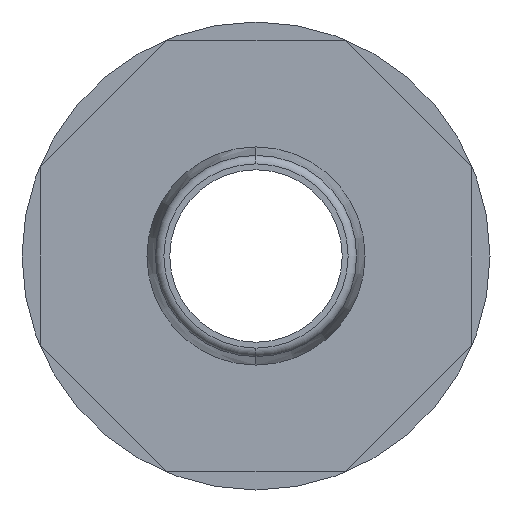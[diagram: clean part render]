
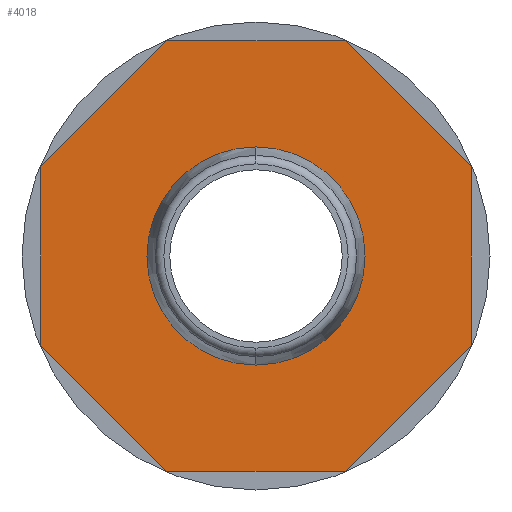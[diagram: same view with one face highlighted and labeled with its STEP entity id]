
A CAD part, left-side view. The second image highlights one B-rep face of the part: STEP entity #4018.
In plain terms, the highlighted planar face has unit normal (-1, 0, 0).
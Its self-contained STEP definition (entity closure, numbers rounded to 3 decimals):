
#565 = EDGE_CURVE ( 'NONE', #2579, #2601, #980, .T. ) ;
#636 = ORIENTED_EDGE ( 'NONE', *, *, #3847, .T. ) ;
#637 = ORIENTED_EDGE ( 'NONE', *, *, #3846, .T. ) ;
#638 = ORIENTED_EDGE ( 'NONE', *, *, #3845, .T. ) ;
#639 = ORIENTED_EDGE ( 'NONE', *, *, #3844, .T. ) ;
#640 = ORIENTED_EDGE ( 'NONE', *, *, #3843, .T. ) ;
#641 = ORIENTED_EDGE ( 'NONE', *, *, #3842, .T. ) ;
#642 = ORIENTED_EDGE ( 'NONE', *, *, #3841, .T. ) ;
#643 = ORIENTED_EDGE ( 'NONE', *, *, #3840, .T. ) ;
#644 = ORIENTED_EDGE ( 'NONE', *, *, #3839, .F. ) ;
#645 = ORIENTED_EDGE ( 'NONE', *, *, #565, .F. ) ;
#980 = CIRCLE ( 'NONE', #985, 12.65 ) ;
#985 = AXIS2_PLACEMENT_3D ( 'NONE', #2332, #2333, #2334 ) ;
#1021 = VECTOR ( 'NONE', #5142, 1000. ) ;
#1023 = VECTOR ( 'NONE', #5144, 1000. ) ;
#1024 = CIRCLE ( 'NONE', #1025, 12.65 ) ;
#1025 = AXIS2_PLACEMENT_3D ( 'NONE', #5139, #5140, #5141 ) ;
#1027 = VECTOR ( 'NONE', #5147, 1000. ) ;
#1028 = VECTOR ( 'NONE', #5150, 1000. ) ;
#1029 = VECTOR ( 'NONE', #5153, 1000. ) ;
#1030 = VECTOR ( 'NONE', #4078, 1000. ) ;
#1031 = VECTOR ( 'NONE', #4081, 1000. ) ;
#1032 = VECTOR ( 'NONE', #4084, 1000. ) ;
#2291 = AXIS2_PLACEMENT_3D ( 'NONE', #5487, #5495, #5496 ) ;
#2332 = CARTESIAN_POINT ( 'NONE',  ( -32.85, 0., 0. ) ) ;
#2333 = DIRECTION ( 'NONE',  ( -1., 0., 0. ) ) ;
#2334 = DIRECTION ( 'NONE',  ( 0., 0., 1. ) ) ;
#2532 = VERTEX_POINT ( 'NONE', #5965 ) ;
#2533 = VERTEX_POINT ( 'NONE', #5966 ) ;
#2536 = VERTEX_POINT ( 'NONE', #5969 ) ;
#2537 = VERTEX_POINT ( 'NONE', #5970 ) ;
#2538 = VERTEX_POINT ( 'NONE', #5971 ) ;
#2539 = VERTEX_POINT ( 'NONE', #5972 ) ;
#2540 = VERTEX_POINT ( 'NONE', #5973 ) ;
#2541 = VERTEX_POINT ( 'NONE', #5974 ) ;
#2579 = VERTEX_POINT ( 'NONE', #6011 ) ;
#2601 = VERTEX_POINT ( 'NONE', #6033 ) ;
#3521 = EDGE_LOOP ( 'NONE', ( #643, #642, #641, #640, #639, #638, #637, #636 ) ) ;
#3524 = EDGE_LOOP ( 'NONE', ( #645, #644 ) ) ;
#3839 = EDGE_CURVE ( 'NONE', #2601, #2579, #1024, .T. ) ;
#3840 = EDGE_CURVE ( 'NONE', #2533, #2532, #5091, .T. ) ;
#3841 = EDGE_CURVE ( 'NONE', #2532, #2536, #5138, .T. ) ;
#3842 = EDGE_CURVE ( 'NONE', #2536, #2537, #5145, .T. ) ;
#3843 = EDGE_CURVE ( 'NONE', #2537, #2538, #5148, .T. ) ;
#3844 = EDGE_CURVE ( 'NONE', #2538, #2539, #5151, .T. ) ;
#3845 = EDGE_CURVE ( 'NONE', #2539, #2540, #5154, .T. ) ;
#3846 = EDGE_CURVE ( 'NONE', #2540, #2541, #4079, .T. ) ;
#3847 = EDGE_CURVE ( 'NONE', #2541, #2533, #4082, .T. ) ;
#4018 = ADVANCED_FACE ( 'NONE', ( #5492, #5488 ), #5493, .F. ) ;
#4078 = DIRECTION ( 'NONE',  ( 0., 0., 1. ) ) ;
#4079 = LINE ( 'NONE', #4080, #1031 ) ;
#4080 = CARTESIAN_POINT ( 'NONE',  ( -32.85, -25., 10.355 ) ) ;
#4081 = DIRECTION ( 'NONE',  ( 0., 0.707, 0.707 ) ) ;
#4082 = LINE ( 'NONE', #4083, #1032 ) ;
#4083 = CARTESIAN_POINT ( 'NONE',  ( -32.85, -10.355, 25. ) ) ;
#4084 = DIRECTION ( 'NONE',  ( 0., 1., 0. ) ) ;
#5091 = LINE ( 'NONE', #5107, #1021 ) ;
#5107 = CARTESIAN_POINT ( 'NONE',  ( -32.85, 10.355, 25. ) ) ;
#5138 = LINE ( 'NONE', #5143, #1023 ) ;
#5139 = CARTESIAN_POINT ( 'NONE',  ( -32.85, 0., 0. ) ) ;
#5140 = DIRECTION ( 'NONE',  ( -1., 0., 0. ) ) ;
#5141 = DIRECTION ( 'NONE',  ( 0., 0., 1. ) ) ;
#5142 = DIRECTION ( 'NONE',  ( 0., 0.707, -0.707 ) ) ;
#5143 = CARTESIAN_POINT ( 'NONE',  ( -32.85, 25., 10.355 ) ) ;
#5144 = DIRECTION ( 'NONE',  ( 0., 0., -1. ) ) ;
#5145 = LINE ( 'NONE', #5146, #1027 ) ;
#5146 = CARTESIAN_POINT ( 'NONE',  ( -32.85, 25., -10.355 ) ) ;
#5147 = DIRECTION ( 'NONE',  ( 0., -0.707, -0.707 ) ) ;
#5148 = LINE ( 'NONE', #5149, #1028 ) ;
#5149 = CARTESIAN_POINT ( 'NONE',  ( -32.85, 10.355, -25. ) ) ;
#5150 = DIRECTION ( 'NONE',  ( 0., -1., 0. ) ) ;
#5151 = LINE ( 'NONE', #5152, #1029 ) ;
#5152 = CARTESIAN_POINT ( 'NONE',  ( -32.85, -10.355, -25. ) ) ;
#5153 = DIRECTION ( 'NONE',  ( 0., -0.707, 0.707 ) ) ;
#5154 = LINE ( 'NONE', #5155, #1030 ) ;
#5155 = CARTESIAN_POINT ( 'NONE',  ( -32.85, -25., -10.355 ) ) ;
#5487 = CARTESIAN_POINT ( 'NONE',  ( -32.85, 27.06, 0. ) ) ;
#5488 = FACE_OUTER_BOUND ( 'NONE', #3521, .T. ) ;
#5492 = FACE_BOUND ( 'NONE', #3524, .T. ) ;
#5493 = PLANE ( 'NONE',  #2291 ) ;
#5495 = DIRECTION ( 'NONE',  ( 1., 0., 0. ) ) ;
#5496 = DIRECTION ( 'NONE',  ( 0., 0., -1. ) ) ;
#5965 = CARTESIAN_POINT ( 'NONE',  ( -32.85, 25., 10.355 ) ) ;
#5966 = CARTESIAN_POINT ( 'NONE',  ( -32.85, 10.355, 25. ) ) ;
#5969 = CARTESIAN_POINT ( 'NONE',  ( -32.85, 25., -10.355 ) ) ;
#5970 = CARTESIAN_POINT ( 'NONE',  ( -32.85, 10.355, -25. ) ) ;
#5971 = CARTESIAN_POINT ( 'NONE',  ( -32.85, -10.355, -25. ) ) ;
#5972 = CARTESIAN_POINT ( 'NONE',  ( -32.85, -25., -10.355 ) ) ;
#5973 = CARTESIAN_POINT ( 'NONE',  ( -32.85, -25., 10.355 ) ) ;
#5974 = CARTESIAN_POINT ( 'NONE',  ( -32.85, -10.355, 25. ) ) ;
#6011 = CARTESIAN_POINT ( 'NONE',  ( -32.85, 0., 12.65 ) ) ;
#6033 = CARTESIAN_POINT ( 'NONE',  ( -32.85, 0., -12.65 ) ) ;
